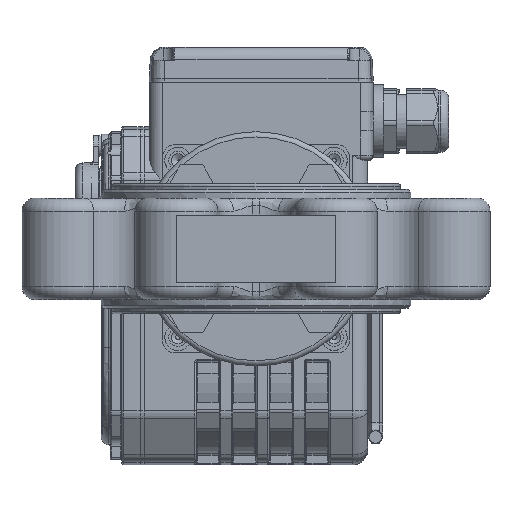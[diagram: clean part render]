
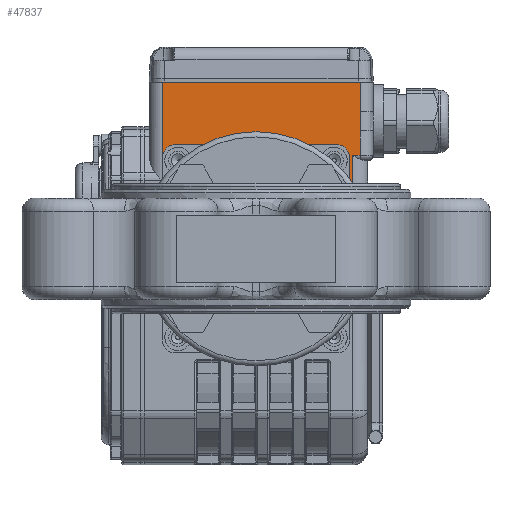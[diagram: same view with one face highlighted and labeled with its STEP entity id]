
A CAD part, front view. The second image highlights one B-rep face of the part: STEP entity #47837.
In plain terms, the highlighted face is planar.
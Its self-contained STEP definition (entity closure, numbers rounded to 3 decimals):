
#1358=B_SPLINE_CURVE_WITH_KNOTS('',3,(#83271,#83272,#83273,#83274,#83275,
#83276,#83277,#83278,#83279,#83280),.UNSPECIFIED.,.F.,.F.,(4,2,2,2,4),(0.,
0.002,0.004,0.006,0.007),
 .UNSPECIFIED.);
#2428=PLANE('',#52474);
#3914=LINE('',#80746,#7387);
#4305=LINE('',#82631,#7778);
#4308=LINE('',#82639,#7781);
#4357=LINE('',#83228,#7830);
#4365=LINE('',#83263,#7838);
#4366=LINE('',#83265,#7839);
#4367=LINE('',#83267,#7840);
#4368=LINE('',#83269,#7841);
#4369=LINE('',#83282,#7842);
#7387=VECTOR('',#58985,1000.);
#7778=VECTOR('',#60902,1000.);
#7781=VECTOR('',#60911,1000.);
#7830=VECTOR('',#61116,1000.);
#7838=VECTOR('',#61176,1000.);
#7839=VECTOR('',#61177,1000.);
#7840=VECTOR('',#61178,1000.);
#7841=VECTOR('',#61179,1000.);
#7842=VECTOR('',#61180,1000.);
#15348=ORIENTED_EDGE('',*,*,#27032,.F.);
#15349=ORIENTED_EDGE('',*,*,#27033,.T.);
#15350=ORIENTED_EDGE('',*,*,#27034,.T.);
#15351=ORIENTED_EDGE('',*,*,#27035,.T.);
#15352=ORIENTED_EDGE('',*,*,#27036,.T.);
#15353=ORIENTED_EDGE('',*,*,#27037,.T.);
#15354=ORIENTED_EDGE('',*,*,#26041,.T.);
#15355=ORIENTED_EDGE('',*,*,#27015,.T.);
#15356=ORIENTED_EDGE('',*,*,#26930,.F.);
#15357=ORIENTED_EDGE('',*,*,#26928,.F.);
#15358=ORIENTED_EDGE('',*,*,#26926,.F.);
#15359=ORIENTED_EDGE('',*,*,#26924,.F.);
#26041=EDGE_CURVE('',#32584,#32583,#3914,.T.);
#26924=EDGE_CURVE('',#33132,#33133,#4305,.T.);
#26926=EDGE_CURVE('',#33133,#33134,#37127,.T.);
#26928=EDGE_CURVE('',#33134,#33135,#4308,.T.);
#26930=EDGE_CURVE('',#33135,#33136,#37128,.T.);
#27015=EDGE_CURVE('',#32583,#33136,#4357,.T.);
#27032=EDGE_CURVE('',#33162,#33132,#4365,.T.);
#27033=EDGE_CURVE('',#33162,#33163,#4366,.T.);
#27034=EDGE_CURVE('',#33163,#33164,#4367,.T.);
#27035=EDGE_CURVE('',#33164,#33165,#4368,.T.);
#27036=EDGE_CURVE('',#33165,#33166,#1358,.T.);
#27037=EDGE_CURVE('',#33166,#32584,#4369,.T.);
#32583=VERTEX_POINT('',#80745);
#32584=VERTEX_POINT('',#80747);
#33132=VERTEX_POINT('',#82630);
#33133=VERTEX_POINT('',#82632);
#33134=VERTEX_POINT('',#82636);
#33135=VERTEX_POINT('',#82640);
#33136=VERTEX_POINT('',#82644);
#33162=VERTEX_POINT('',#83264);
#33163=VERTEX_POINT('',#83266);
#33164=VERTEX_POINT('',#83268);
#33165=VERTEX_POINT('',#83270);
#33166=VERTEX_POINT('',#83281);
#37127=CIRCLE('',#52369,6.);
#37128=CIRCLE('',#52372,6.);
#39971=EDGE_LOOP('',(#15348,#15349,#15350,#15351,#15352,#15353,#15354,#15355,
#15356,#15357,#15358,#15359));
#43498=FACE_BOUND('',#39971,.T.);
#47837=ADVANCED_FACE('',(#43498),#2428,.T.);
#52369=AXIS2_PLACEMENT_3D('',#82635,#60906,#60907);
#52372=AXIS2_PLACEMENT_3D('',#82643,#60915,#60916);
#52474=AXIS2_PLACEMENT_3D('',#83262,#61174,#61175);
#58985=DIRECTION('',(0.,1.,0.));
#60902=DIRECTION('',(1.,0.,0.));
#60906=DIRECTION('',(0.,0.,1.));
#60907=DIRECTION('',(1.,0.,0.));
#60911=DIRECTION('',(0.,1.,0.));
#60915=DIRECTION('',(0.,0.,1.));
#60916=DIRECTION('',(-1.,0.,0.));
#61116=DIRECTION('',(-1.,0.,0.));
#61174=DIRECTION('',(0.,0.,1.));
#61175=DIRECTION('',(1.,0.,0.));
#61176=DIRECTION('',(0.,1.,0.));
#61177=DIRECTION('',(1.,0.,0.));
#61178=DIRECTION('',(0.,-1.,0.));
#61179=DIRECTION('',(1.,0.,0.));
#61180=DIRECTION('',(1.,0.,0.));
#80745=CARTESIAN_POINT('',(64.,36.,34.));
#80746=CARTESIAN_POINT('',(64.,-43.,34.));
#80747=CARTESIAN_POINT('',(64.,-40.,34.));
#82630=CARTESIAN_POINT('',(24.,-36.,34.));
#82631=CARTESIAN_POINT('',(-34.,-36.,34.));
#82632=CARTESIAN_POINT('',(34.,-36.,34.));
#82635=CARTESIAN_POINT('',(34.,-30.,34.));
#82636=CARTESIAN_POINT('',(40.,-30.,34.));
#82639=CARTESIAN_POINT('',(40.,30.,34.));
#82640=CARTESIAN_POINT('',(40.,30.,34.));
#82643=CARTESIAN_POINT('',(34.,30.,34.));
#82644=CARTESIAN_POINT('',(34.,36.,34.));
#83228=CARTESIAN_POINT('',(64.,36.,34.));
#83262=CARTESIAN_POINT('',(64.,-43.,34.));
#83263=CARTESIAN_POINT('',(24.,15.264,34.));
#83264=CARTESIAN_POINT('',(24.,-37.,34.));
#83265=CARTESIAN_POINT('',(34.,-37.,34.));
#83266=CARTESIAN_POINT('',(36.,-37.,34.));
#83267=CARTESIAN_POINT('',(36.,-40.,34.));
#83268=CARTESIAN_POINT('',(36.,-40.,34.));
#83269=CARTESIAN_POINT('',(64.,-40.,34.));
#83270=CARTESIAN_POINT('',(45.292,-40.,34.));
#83271=CARTESIAN_POINT('',(45.292,-40.,34.));
#83272=CARTESIAN_POINT('',(45.91,-40.,34.));
#83273=CARTESIAN_POINT('',(46.528,-40.008,34.));
#83274=CARTESIAN_POINT('',(47.764,-40.02,34.));
#83275=CARTESIAN_POINT('',(48.382,-40.025,34.));
#83276=CARTESIAN_POINT('',(49.618,-40.025,34.));
#83277=CARTESIAN_POINT('',(50.236,-40.02,34.));
#83278=CARTESIAN_POINT('',(51.472,-40.008,34.));
#83279=CARTESIAN_POINT('',(52.09,-40.,34.));
#83280=CARTESIAN_POINT('',(52.708,-40.,34.));
#83281=CARTESIAN_POINT('',(52.708,-40.,34.));
#83282=CARTESIAN_POINT('',(64.,-40.,34.));
